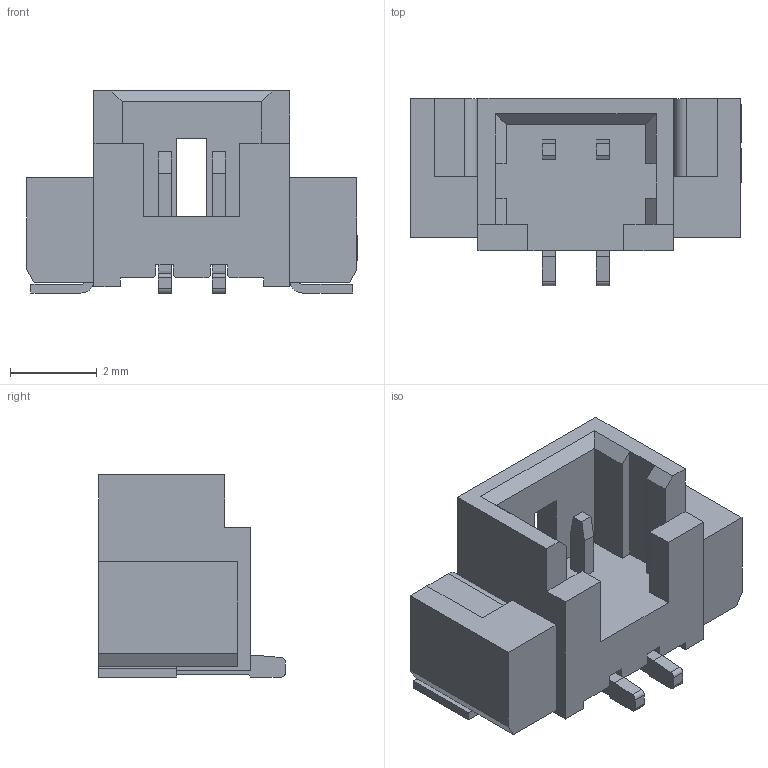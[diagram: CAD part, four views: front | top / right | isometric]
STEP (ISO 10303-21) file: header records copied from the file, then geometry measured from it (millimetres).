
FILE_DESCRIPTION (( 'STEP AP214' ), '1' );
FILE_NAME ('CONN-SMD_HCZZ0015-2.STEP', '2023-09-04T13:21:45', ( '' ), ( '' ), 'SwSTEP 2.0', 'SolidWorks 2020', '' );
FILE_SCHEMA (( 'AUTOMOTIVE_DESIGN' ));
Length unit declared in the file: millimetre
Products named in the file (1): CONN-SMD_HCZZ0015-2
Bounding box: 7.61 x 4.3 x 4.65 mm (x, y, z)
Volume: 58.1 mm3; surface area: 225.7 mm2
Topology: 3 solids, 3 shells, 359 faces, 980 edges, 650 vertices
Faces by surface type: plane 247, bspline 98, cylinder 14
Entity records: 15739 total; most frequent: CARTESIAN_POINT 3296, ORIENTED_EDGE 1960, DIRECTION 1332, EDGE_CURVE 980, LINE 752, VECTOR 752, VERTEX_POINT 650, EDGE_LOOP 384
